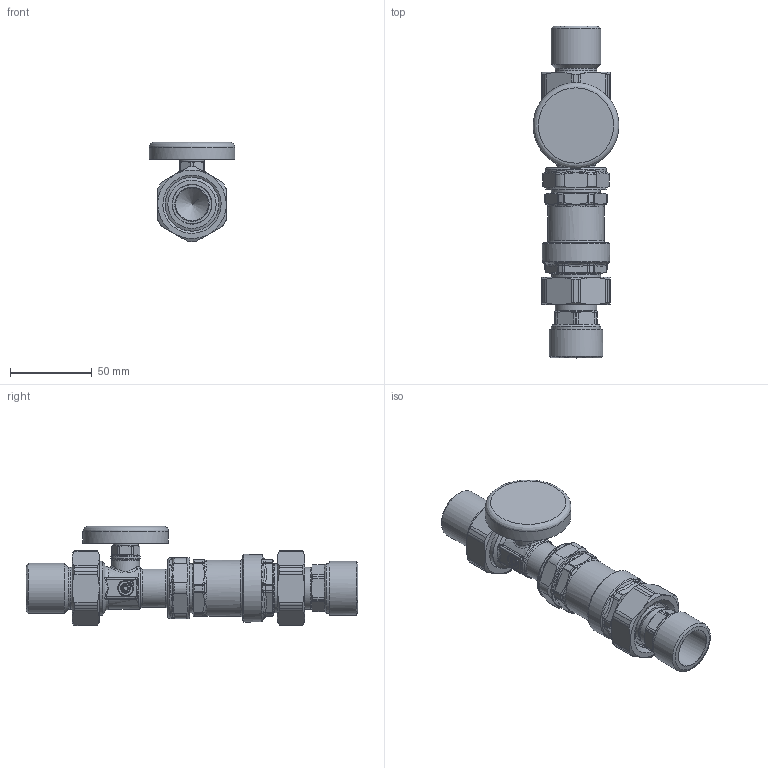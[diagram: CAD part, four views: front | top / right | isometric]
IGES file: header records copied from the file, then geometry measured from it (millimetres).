
Global section: file name: 127160AFC_Simplify_1; native system: Autodesk Inventor 2025; preprocessor: unknown; author: ischreiner; date: 20250801.113837; units: inch
Bounding box: 52.3 x 202.87 x 60.83 mm (x, y, z)
Volume: 135128.8 mm3; surface area: 59186.5 mm2
Topology: 6 solids, 6 shells, 888 faces, 2139 edges, 1231 vertices
Faces by surface type: bspline 888
